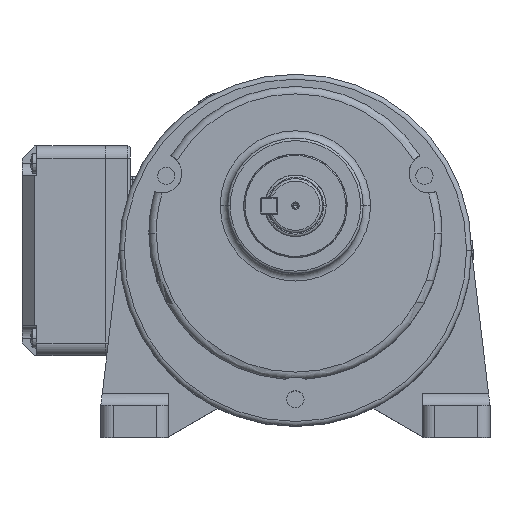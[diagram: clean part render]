
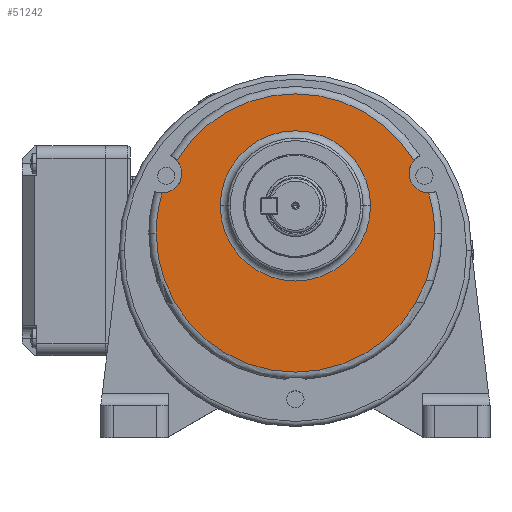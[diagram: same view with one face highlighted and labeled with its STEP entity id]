
A CAD part, top view. The second image highlights one B-rep face of the part: STEP entity #51242.
In plain terms, the highlighted face is planar.
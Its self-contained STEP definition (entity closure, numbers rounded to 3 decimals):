
#33759 = VERTEX_POINT ( 'NONE', #33771 ) ;
#33763 = DIRECTION ( 'NONE',  ( -1., 0., 0. ) ) ;
#33764 = DIRECTION ( 'NONE',  ( 0., 0., -1. ) ) ;
#33765 = CARTESIAN_POINT ( 'NONE',  ( 54.127, 31.25, -16.8 ) ) ;
#33766 = AXIS2_PLACEMENT_3D ( 'NONE', #33765, #33764, #33763 ) ;
#33767 = CIRCLE ( 'NONE', #33766, 8. ) ;
#33771 = CARTESIAN_POINT ( 'NONE',  ( 46.127, 31.25, -16.8 ) ) ;
#33779 = CARTESIAN_POINT ( 'NONE',  ( 48.147, 36.565, -16.8 ) ) ;
#33783 = VERTEX_POINT ( 'NONE', #33779 ) ;
#33785 = EDGE_CURVE ( 'NONE', #33759, #33783, #33767, .T. ) ;
#33987 = CARTESIAN_POINT ( 'NONE',  ( -30.5, 18., -16.8 ) ) ;
#34002 = DIRECTION ( 'NONE',  ( 1., 0., 0. ) ) ;
#34003 = DIRECTION ( 'NONE',  ( 0., 0., 1. ) ) ;
#34004 = CARTESIAN_POINT ( 'NONE',  ( 0., 18., -16.8 ) ) ;
#34005 = AXIS2_PLACEMENT_3D ( 'NONE', #34004, #34003, #34002 ) ;
#34013 = CIRCLE ( 'NONE', #34005, 30.5 ) ;
#34033 = CARTESIAN_POINT ( 'NONE',  ( 30.5, 18., -16.8 ) ) ;
#34232 = CARTESIAN_POINT ( 'NONE',  ( -56.5, 7., -16.8 ) ) ;
#34393 = CIRCLE ( 'NONE', #34421, 56.5 ) ;
#34417 = CIRCLE ( 'NONE', #34456, 56.5 ) ;
#34418 = DIRECTION ( 'NONE',  ( 1., 0., 0. ) ) ;
#34419 = DIRECTION ( 'NONE',  ( 0., 0., -1. ) ) ;
#34420 = CARTESIAN_POINT ( 'NONE',  ( 0., 7., -16.8 ) ) ;
#34421 = AXIS2_PLACEMENT_3D ( 'NONE', #34420, #34419, #34418 ) ;
#34425 = CARTESIAN_POINT ( 'NONE',  ( 56.5, 7., -16.8 ) ) ;
#34426 = CARTESIAN_POINT ( 'NONE',  ( -54.113, 23.25, -16.8 ) ) ;
#34454 = DIRECTION ( 'NONE',  ( 1., 0., 0. ) ) ;
#34455 = DIRECTION ( 'NONE',  ( 0., 0., -1. ) ) ;
#34456 = AXIS2_PLACEMENT_3D ( 'NONE', #34472, #34455, #34454 ) ;
#34471 = CARTESIAN_POINT ( 'NONE',  ( 54.113, 23.25, -16.8 ) ) ;
#34472 = CARTESIAN_POINT ( 'NONE',  ( 0., 7., -16.8 ) ) ;
#34725 = CARTESIAN_POINT ( 'NONE',  ( 0., 7., -16.8 ) ) ;
#34779 = DIRECTION ( 'NONE',  ( 1., 0., 0. ) ) ;
#34780 = DIRECTION ( 'NONE',  ( 0., 0., -1. ) ) ;
#34781 = AXIS2_PLACEMENT_3D ( 'NONE', #34725, #34780, #34779 ) ;
#34791 = CIRCLE ( 'NONE', #34781, 56.5 ) ;
#35217 = VERTEX_POINT ( 'NONE', #33987 ) ;
#35379 = EDGE_CURVE ( 'NONE', #35217, #35448, #34013, .T. ) ;
#35448 = VERTEX_POINT ( 'NONE', #34033 ) ;
#36288 = VERTEX_POINT ( 'NONE', #34232 ) ;
#36612 = EDGE_CURVE ( 'NONE', #36619, #36288, #34393, .T. ) ;
#36619 = VERTEX_POINT ( 'NONE', #34425 ) ;
#36633 = VERTEX_POINT ( 'NONE', #34426 ) ;
#36714 = EDGE_CURVE ( 'NONE', #36288, #36633, #34417, .T. ) ;
#36745 = VERTEX_POINT ( 'NONE', #34471 ) ;
#37121 = AXIS2_PLACEMENT_3D ( 'NONE', #37180, #37243, #37235 ) ;
#37169 = PLANE ( 'NONE',  #37121 ) ;
#37175 = FACE_OUTER_BOUND ( 'NONE', #51237, .T. ) ;
#37176 = FACE_BOUND ( 'NONE', #51243, .T. ) ;
#37180 = CARTESIAN_POINT ( 'NONE',  ( 0., 7., -16.8 ) ) ;
#37215 = CIRCLE ( 'NONE', #37257, 8. ) ;
#37231 = DIRECTION ( 'NONE',  ( 1., 0., 0. ) ) ;
#37232 = DIRECTION ( 'NONE',  ( 0., 0., 1. ) ) ;
#37235 = DIRECTION ( 'NONE',  ( 1., 0., 0. ) ) ;
#37236 = AXIS2_PLACEMENT_3D ( 'NONE', #37244, #37232, #37231 ) ;
#37243 = DIRECTION ( 'NONE',  ( 0., 0., 1. ) ) ;
#37244 = CARTESIAN_POINT ( 'NONE',  ( 0., 18., -16.8 ) ) ;
#37245 = CIRCLE ( 'NONE', #37236, 30.5 ) ;
#37246 = DIRECTION ( 'NONE',  ( -1., 0., 0. ) ) ;
#37247 = DIRECTION ( 'NONE',  ( 0., 0., -1. ) ) ;
#37251 = DIRECTION ( 'NONE',  ( 1., 0., 0. ) ) ;
#37252 = DIRECTION ( 'NONE',  ( 0., 0., -1. ) ) ;
#37253 = CARTESIAN_POINT ( 'NONE',  ( 0., 7., -16.8 ) ) ;
#37254 = CARTESIAN_POINT ( 'NONE',  ( 54.127, 31.25, -16.8 ) ) ;
#37257 = AXIS2_PLACEMENT_3D ( 'NONE', #37254, #37247, #37246 ) ;
#37259 = AXIS2_PLACEMENT_3D ( 'NONE', #37253, #37252, #37251 ) ;
#37272 = AXIS2_PLACEMENT_3D ( 'NONE', #37302, #37298, #37297 ) ;
#37273 = CIRCLE ( 'NONE', #37259, 56.5 ) ;
#37297 = DIRECTION ( 'NONE',  ( -1., 0., 0. ) ) ;
#37298 = DIRECTION ( 'NONE',  ( 0., 0., -1. ) ) ;
#37302 = CARTESIAN_POINT ( 'NONE',  ( -54.127, 31.25, -16.8 ) ) ;
#37306 = CIRCLE ( 'NONE', #37272, 8. ) ;
#37314 = CARTESIAN_POINT ( 'NONE',  ( -48.147, 36.565, -16.8 ) ) ;
#38070 = EDGE_CURVE ( 'NONE', #36745, #36619, #34791, .T. ) ;
#51227 = ORIENTED_EDGE ( 'NONE', *, *, #35379, .T. ) ;
#51228 = ORIENTED_EDGE ( 'NONE', *, *, #51244, .T. ) ;
#51234 = ORIENTED_EDGE ( 'NONE', *, *, #36612, .T. ) ;
#51237 = EDGE_LOOP ( 'NONE', ( #51293, #51234, #51288, #51298, #51297, #51274, #51323 ) ) ;
#51242 = ADVANCED_FACE ( 'NONE', ( #37176, #37175 ), #37169, .F. ) ;
#51243 = EDGE_LOOP ( 'NONE', ( #51228, #51227 ) ) ;
#51244 = EDGE_CURVE ( 'NONE', #35448, #35217, #37245, .T. ) ;
#51274 = ORIENTED_EDGE ( 'NONE', *, *, #33785, .F. ) ;
#51275 = EDGE_CURVE ( 'NONE', #51285, #33783, #37273, .T. ) ;
#51279 = EDGE_CURVE ( 'NONE', #36745, #33759, #37215, .T. ) ;
#51285 = VERTEX_POINT ( 'NONE', #37314 ) ;
#51287 = EDGE_CURVE ( 'NONE', #51285, #36633, #37306, .T. ) ;
#51288 = ORIENTED_EDGE ( 'NONE', *, *, #36714, .T. ) ;
#51293 = ORIENTED_EDGE ( 'NONE', *, *, #38070, .T. ) ;
#51297 = ORIENTED_EDGE ( 'NONE', *, *, #51275, .T. ) ;
#51298 = ORIENTED_EDGE ( 'NONE', *, *, #51287, .F. ) ;
#51323 = ORIENTED_EDGE ( 'NONE', *, *, #51279, .F. ) ;
